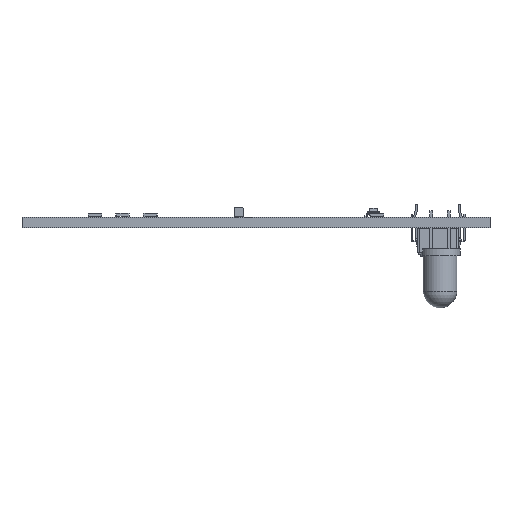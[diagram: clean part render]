
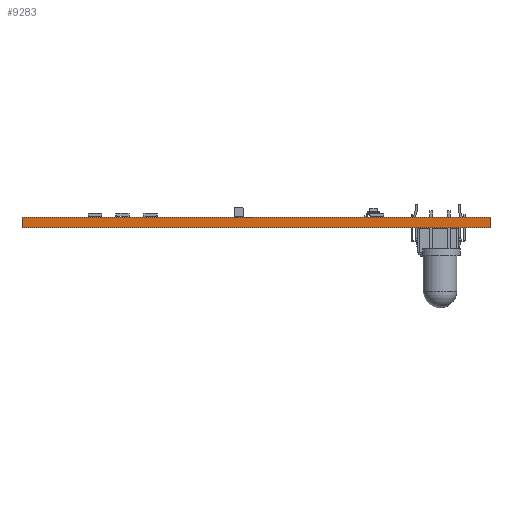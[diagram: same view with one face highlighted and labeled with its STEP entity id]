
A CAD part, front view. The second image highlights one B-rep face of the part: STEP entity #9283.
In plain terms, the highlighted planar face has unit normal (0, -1, 0).
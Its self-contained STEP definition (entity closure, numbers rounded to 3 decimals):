
#9283 = ADVANCED_FACE('',(#9284),#9318,.T.);
#9284 = FACE_BOUND('',#9285,.T.);
#9285 = EDGE_LOOP('',(#9286,#9296,#9304,#9312));
#9286 = ORIENTED_EDGE('',*,*,#9287,.T.);
#9287 = EDGE_CURVE('',#9288,#9290,#9292,.T.);
#9288 = VERTEX_POINT('',#9289);
#9289 = CARTESIAN_POINT('',(174.,-108.,0.));
#9290 = VERTEX_POINT('',#9291);
#9291 = CARTESIAN_POINT('',(174.,-108.,1.51));
#9292 = LINE('',#9293,#9294);
#9293 = CARTESIAN_POINT('',(174.,-108.,0.));
#9294 = VECTOR('',#9295,1.);
#9295 = DIRECTION('',(0.,0.,1.));
#9296 = ORIENTED_EDGE('',*,*,#9297,.T.);
#9297 = EDGE_CURVE('',#9290,#9298,#9300,.T.);
#9298 = VERTEX_POINT('',#9299);
#9299 = CARTESIAN_POINT('',(105.96,-108.,1.51));
#9300 = LINE('',#9301,#9302);
#9301 = CARTESIAN_POINT('',(174.,-108.,1.51));
#9302 = VECTOR('',#9303,1.);
#9303 = DIRECTION('',(-1.,0.,0.));
#9304 = ORIENTED_EDGE('',*,*,#9305,.F.);
#9305 = EDGE_CURVE('',#9306,#9298,#9308,.T.);
#9306 = VERTEX_POINT('',#9307);
#9307 = CARTESIAN_POINT('',(105.96,-108.,0.));
#9308 = LINE('',#9309,#9310);
#9309 = CARTESIAN_POINT('',(105.96,-108.,0.));
#9310 = VECTOR('',#9311,1.);
#9311 = DIRECTION('',(0.,0.,1.));
#9312 = ORIENTED_EDGE('',*,*,#9313,.F.);
#9313 = EDGE_CURVE('',#9288,#9306,#9314,.T.);
#9314 = LINE('',#9315,#9316);
#9315 = CARTESIAN_POINT('',(174.,-108.,0.));
#9316 = VECTOR('',#9317,1.);
#9317 = DIRECTION('',(-1.,0.,0.));
#9318 = PLANE('',#9319);
#9319 = AXIS2_PLACEMENT_3D('',#9320,#9321,#9322);
#9320 = CARTESIAN_POINT('',(174.,-108.,0.));
#9321 = DIRECTION('',(0.,-1.,0.));
#9322 = DIRECTION('',(-1.,0.,0.));
